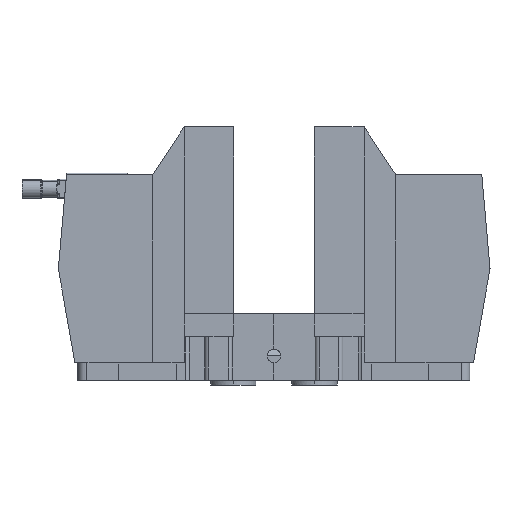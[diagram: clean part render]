
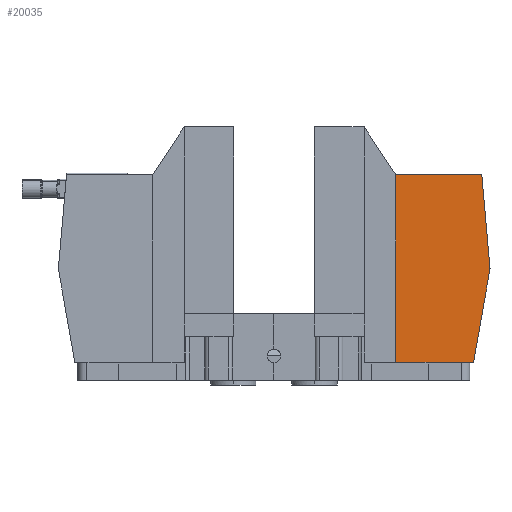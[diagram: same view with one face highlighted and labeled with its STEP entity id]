
A CAD part, front view. The second image highlights one B-rep face of the part: STEP entity #20035.
In plain terms, the highlighted face is planar.
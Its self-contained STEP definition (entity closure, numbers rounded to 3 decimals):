
#19143=AXIS2_PLACEMENT_3D('Plane Axis2P3D',#19140,#19141,#19142) ;
#19078=CARTESIAN_POINT('Vertex',(-37.3,16.25,63.25)) ;
#19123=CARTESIAN_POINT('Vertex',(-37.3,16.25,5.5)) ;
#19126=CARTESIAN_POINT('Line Origine',(-37.3,16.25,34.375)) ;
#19140=CARTESIAN_POINT('Axis2P3D Location',(-27.6,16.25,78.)) ;
#19566=CARTESIAN_POINT('Vertex',(-47.,16.25,63.25)) ;
#19581=CARTESIAN_POINT('Line Origine',(-42.15,16.25,63.25)) ;
#20001=CARTESIAN_POINT('Line Origine',(-49.282,16.25,5.5)) ;
#20005=CARTESIAN_POINT('Vertex',(-61.264,16.25,5.5)) ;
#20008=CARTESIAN_POINT('Line Origine',(-63.801,16.25,19.89)) ;
#20012=CARTESIAN_POINT('Vertex',(-66.338,16.25,34.28)) ;
#20015=CARTESIAN_POINT('Line Origine',(-65.071,16.25,48.765)) ;
#20019=CARTESIAN_POINT('Vertex',(-63.804,16.25,63.25)) ;
#20022=CARTESIAN_POINT('Line Origine',(-55.402,16.25,63.25)) ;
#19127=DIRECTION('Vector Direction',(0.,0.,1.)) ;
#19141=DIRECTION('Axis2P3D Direction',(-0.,1.,0.)) ;
#19142=DIRECTION('Axis2P3D XDirection',(1.,0.,0.)) ;
#19582=DIRECTION('Vector Direction',(-1.,0.,0.)) ;
#20002=DIRECTION('Vector Direction',(1.,0.,0.)) ;
#20009=DIRECTION('Vector Direction',(-0.174,0.,0.985)) ;
#20016=DIRECTION('Vector Direction',(-0.087,0.,-0.996)) ;
#20023=DIRECTION('Vector Direction',(1.,0.,0.)) ;
#19128=VECTOR('Line Direction',#19127,1.) ;
#19583=VECTOR('Line Direction',#19582,1.) ;
#20003=VECTOR('Line Direction',#20002,1.) ;
#20010=VECTOR('Line Direction',#20009,1.) ;
#20017=VECTOR('Line Direction',#20016,1.) ;
#20024=VECTOR('Line Direction',#20023,1.) ;
#20028=ORIENTED_EDGE('',*,*,#19130,.F.) ;
#20029=ORIENTED_EDGE('',*,*,#20007,.F.) ;
#20030=ORIENTED_EDGE('',*,*,#20014,.T.) ;
#20031=ORIENTED_EDGE('',*,*,#20021,.F.) ;
#20032=ORIENTED_EDGE('',*,*,#20026,.T.) ;
#20033=ORIENTED_EDGE('',*,*,#19585,.F.) ;
#20035=ADVANCED_FACE('Hauptkoerper nicht benutzen',(#20034),#19144,.T.) ;
#19130=EDGE_CURVE('',#19124,#19079,#19129,.T.) ;
#19585=EDGE_CURVE('',#19079,#19567,#19584,.T.) ;
#20007=EDGE_CURVE('',#20006,#19124,#20004,.T.) ;
#20014=EDGE_CURVE('',#20006,#20013,#20011,.T.) ;
#20021=EDGE_CURVE('',#20020,#20013,#20018,.T.) ;
#20026=EDGE_CURVE('',#20020,#19567,#20025,.T.) ;
#20027=EDGE_LOOP('',(#20028,#20029,#20030,#20031,#20032,#20033)) ;
#20034=FACE_OUTER_BOUND('',#20027,.T.) ;
#19129=LINE('Line',#19126,#19128) ;
#19584=LINE('Line',#19581,#19583) ;
#20004=LINE('Line',#20001,#20003) ;
#20011=LINE('Line',#20008,#20010) ;
#20018=LINE('Line',#20015,#20017) ;
#20025=LINE('Line',#20022,#20024) ;
#19144=PLANE('Plane',#19143) ;
#19079=VERTEX_POINT('',#19078) ;
#19124=VERTEX_POINT('',#19123) ;
#19567=VERTEX_POINT('',#19566) ;
#20006=VERTEX_POINT('',#20005) ;
#20013=VERTEX_POINT('',#20012) ;
#20020=VERTEX_POINT('',#20019) ;
